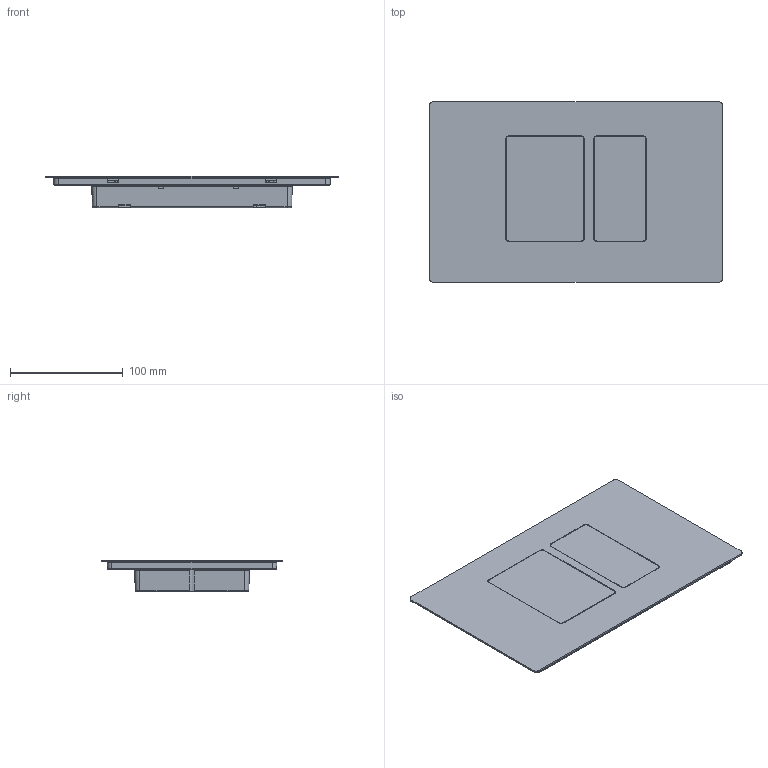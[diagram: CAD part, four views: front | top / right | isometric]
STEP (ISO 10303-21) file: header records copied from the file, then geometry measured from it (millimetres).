
FILE_DESCRIPTION(('STEP AP214'),'1');
FILE_NAME('Art.10000.stp','2024-06-25T12:18:12',(' '),(' '),'Spatial InterOp 3D',' ',' ');
FILE_SCHEMA(('AUTOMOTIVE_DESIGN { 1 0 10303 214 1 1 1 1 }'));
Length unit declared in the file: millimetre
Products named in the file (31): S.00339; ASSEM1; 26365PE; 26365; PLACCA_TASTI_RETT; 26364PE; 26364; 26363PE; 26363; A.00138; A.00137; A.00136; A.OR067; S.00253; AZWC020C019; AZWC020C018; AZWC020C017; Art.10000; AZWC020C016
Assembly tree (45 placements, depth 5):
  Art.10000
    PLACCA_TASTI_RETT
      26365PE
        S.00339  x2
          ASSEM1
          (unnamed)
          (unnamed)
          (unnamed)
          (unnamed)
          (unnamed)
          (unnamed)
          (unnamed)
          (unnamed)
          (unnamed)
          (unnamed)
          (unnamed)
          S.00339
        26365
      26364PE
        S.00339  x2
          ASSEM1
          (unnamed)
          (unnamed)
          (unnamed)
          (unnamed)
          (unnamed)
          (unnamed)
          (unnamed)
          (unnamed)
          (unnamed)
          (unnamed)
          (unnamed)
          S.00339
        26364
      26363PE
        S.00339  x4
          ASSEM1
          (unnamed)
          (unnamed)
          (unnamed)
          (unnamed)
          (unnamed)
          (unnamed)
          (unnamed)
          (unnamed)
          (unnamed)
          (unnamed)
          (unnamed)
          S.00339
        26363
      A.00138
      A.00137
      A.00136
      A.OR067  x8
      S.00253  x2
      AZWC020C019
      AZWC020C018
      AZWC020C017
    AZWC020C016
Bounding box: 260 x 160 x 28.2 mm (x, y, z)
Volume: 296312.5 mm3; surface area: 324794.3 mm2
Topology: 28 solids, 28 shells, 3470 faces, 9530 edges, 6285 vertices
Faces by surface type: plane 1782, cylinder 1141, cone 261, torus 138, bspline 94, extrusion 47, sphere 6, revolution 1
Full cylindrical faces by diameter (mm): 0.5 x32, 3 x8, 4.7 x8, 6 x4, 7.5 x4, 32 x2
Entity records: 142210 total; most frequent: CARTESIAN_POINT 32240, ORIENTED_EDGE 17672, DIRECTION 15673, EDGE_CURVE 8836, VERTEX_POINT 5862, AXIS2_PLACEMENT_3D 5392, VECTOR 4888, LINE 4841
